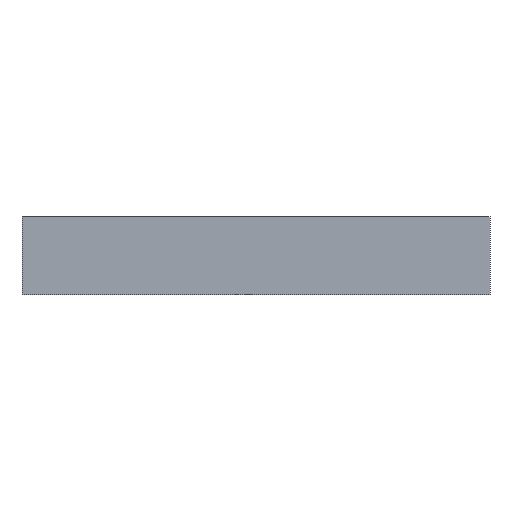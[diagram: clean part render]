
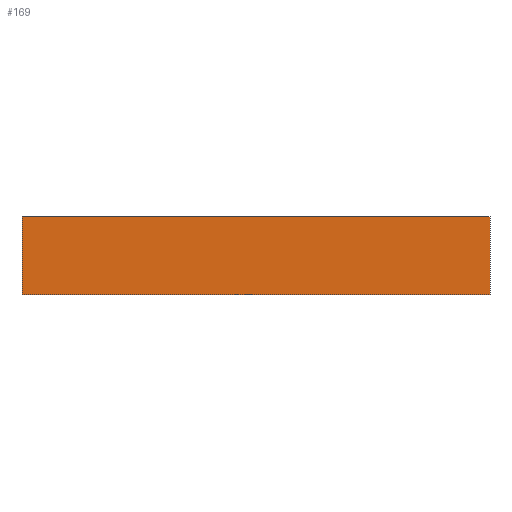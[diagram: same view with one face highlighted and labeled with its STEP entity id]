
A CAD part, left-side view. The second image highlights one B-rep face of the part: STEP entity #169.
In plain terms, the highlighted planar face has unit normal (-1, 0, 0).
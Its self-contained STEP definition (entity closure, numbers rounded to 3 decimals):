
#70 = DIRECTION ( 'NONE',  ( 0., -1., 0. ) ) ;
#120 = LINE ( 'NONE', #134, #1413 ) ;
#134 = CARTESIAN_POINT ( 'NONE',  ( -60., 60., 20. ) ) ;
#169 = ADVANCED_FACE ( 'NONE', ( #1106 ), #840, .F. ) ;
#256 = LINE ( 'NONE', #290, #1306 ) ;
#273 = CARTESIAN_POINT ( 'NONE',  ( -60., -60., 20. ) ) ;
#285 = LINE ( 'NONE', #921, #804 ) ;
#290 = CARTESIAN_POINT ( 'NONE',  ( -60., -60., 0. ) ) ;
#327 = VERTEX_POINT ( 'NONE', #901 ) ;
#352 = VECTOR ( 'NONE', #377, 1000. ) ;
#377 = DIRECTION ( 'NONE',  ( 0., 0., -1. ) ) ;
#379 = DIRECTION ( 'NONE',  ( 0., 1., 0. ) ) ;
#415 = ORIENTED_EDGE ( 'NONE', *, *, #534, .F. ) ;
#511 = VERTEX_POINT ( 'NONE', #1373 ) ;
#534 = EDGE_CURVE ( 'NONE', #1098, #327, #285, .T. ) ;
#654 = EDGE_CURVE ( 'NONE', #327, #511, #873, .T. ) ;
#804 = VECTOR ( 'NONE', #1246, 1000. ) ;
#840 = PLANE ( 'NONE',  #1207 ) ;
#873 = LINE ( 'NONE', #273, #352 ) ;
#901 = CARTESIAN_POINT ( 'NONE',  ( -60., -60., 20. ) ) ;
#905 = EDGE_CURVE ( 'NONE', #1098, #1130, #120, .T. ) ;
#921 = CARTESIAN_POINT ( 'NONE',  ( -60., -60., 20. ) ) ;
#930 = ORIENTED_EDGE ( 'NONE', *, *, #905, .T. ) ;
#944 = DIRECTION ( 'NONE',  ( 0., 0., -1. ) ) ;
#950 = CARTESIAN_POINT ( 'NONE',  ( -60., -60., 20. ) ) ;
#971 = CARTESIAN_POINT ( 'NONE',  ( -60., 60., 0. ) ) ;
#1026 = ORIENTED_EDGE ( 'NONE', *, *, #1105, .T. ) ;
#1098 = VERTEX_POINT ( 'NONE', #1448 ) ;
#1105 = EDGE_CURVE ( 'NONE', #1130, #511, #256, .T. ) ;
#1106 = FACE_OUTER_BOUND ( 'NONE', #1295, .T. ) ;
#1130 = VERTEX_POINT ( 'NONE', #971 ) ;
#1207 = AXIS2_PLACEMENT_3D ( 'NONE', #950, #1417, #379 ) ;
#1246 = DIRECTION ( 'NONE',  ( 0., -1., 0. ) ) ;
#1295 = EDGE_LOOP ( 'NONE', ( #1026, #1330, #415, #930 ) ) ;
#1306 = VECTOR ( 'NONE', #70, 1000. ) ;
#1330 = ORIENTED_EDGE ( 'NONE', *, *, #654, .F. ) ;
#1373 = CARTESIAN_POINT ( 'NONE',  ( -60., -60., 0. ) ) ;
#1413 = VECTOR ( 'NONE', #944, 1000. ) ;
#1417 = DIRECTION ( 'NONE',  ( 1., 0., 0. ) ) ;
#1448 = CARTESIAN_POINT ( 'NONE',  ( -60., 60., 20. ) ) ;
